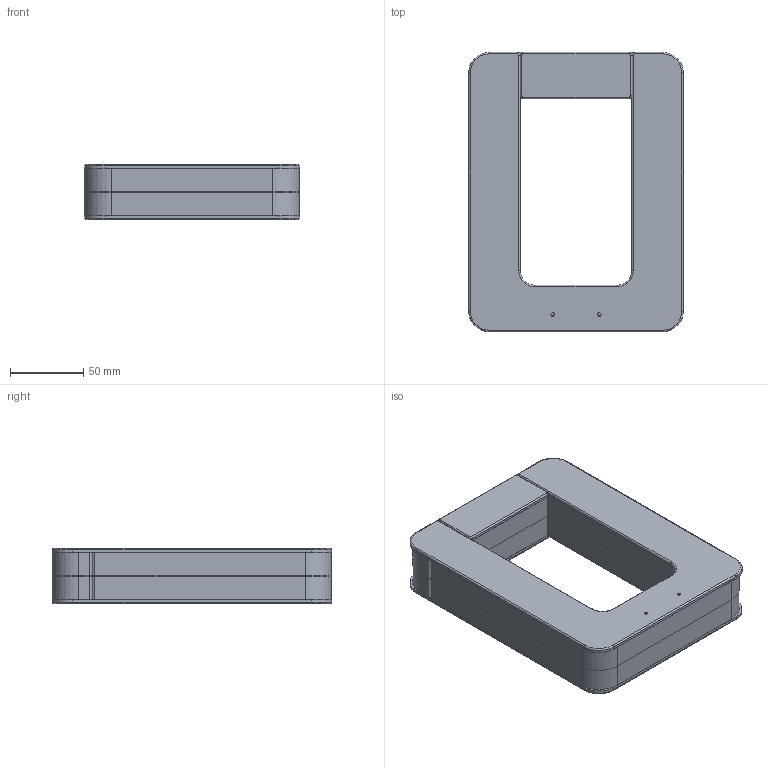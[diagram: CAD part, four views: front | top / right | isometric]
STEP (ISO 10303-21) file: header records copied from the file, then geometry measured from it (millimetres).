
FILE_DESCRIPTION (( 'STEP AP203' ), '1' );
FILE_NAME ('751F.STEP', '2017-01-20T03:27:20', ( '微软中国' ), ( '微软中国' ), 'SwSTEP 2.0', 'SolidWorks 2008', '' );
FILE_SCHEMA (( 'CONFIG_CONTROL_DESIGN' ));
Length unit declared in the file: millimetre
Products named in the file (5): 751F; 751F下壳下_默认; 751F下壳上_默认; 751F上壳下_默认; 751F上壳上_默认
Assembly tree (4 placements, depth 2):
  751F
    751F下壳上_默认
    751F上壳上_默认
    751F下壳下_默认
    751F上壳下_默认
Bounding box: 146.4 x 190.69 x 37.61 mm (x, y, z)
Volume: 225566.5 mm3; surface area: 167264.8 mm2
Topology: 4 solids, 4 shells, 673 faces, 1736 edges, 1110 vertices
Faces by surface type: plane 365, cylinder 228, torus 56, cone 24
Entity records: 20969 total; most frequent: DIRECTION 3676, CARTESIAN_POINT 3526, ORIENTED_EDGE 3472, EDGE_CURVE 1736, AXIS2_PLACEMENT_3D 1260, VECTOR 1156, LINE 1156, VERTEX_POINT 1110
